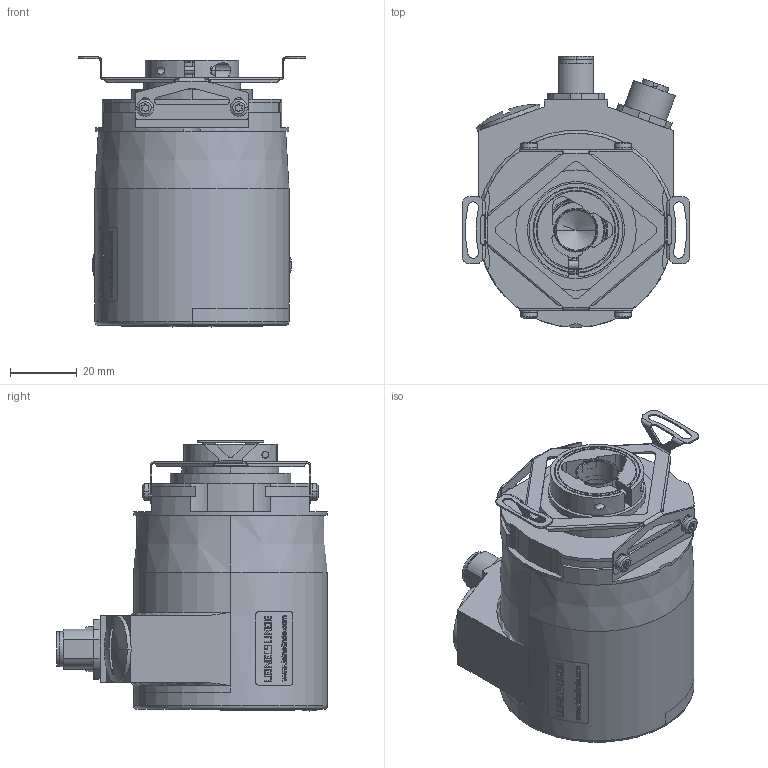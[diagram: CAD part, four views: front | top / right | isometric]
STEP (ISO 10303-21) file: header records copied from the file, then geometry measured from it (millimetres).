
FILE_DESCRIPTION((''),'2;1');
FILE_NAME('642803','2010-12-16T',('se2802'),(''),'PRO/ENGINEER BY PARAMETRIC TECHNOLOGY CORPORATION, 2010180','PRO/ENGINEER BY PARAMETRIC TECHNOLOGY CORPORATION, 2010180','');
FILE_SCHEMA(('CONFIG_CONTROL_DESIGN'));
Length unit declared in the file: millimetre
Products named in the file (1): 642803
Bounding box: 68 x 81 x 80.73 mm (x, y, z)
Volume: 91162.7 mm3; surface area: 72921.7 mm2
Topology: 9 solids, 11 shells, 6843 faces, 18217 edges, 11952 vertices
Faces by surface type: plane 4580, cylinder 1406, extrusion 324, cone 245, torus 165, bspline 91, sphere 30, revolution 2
Entity records: 227570 total; most frequent: CARTESIAN_POINT 56934, ORIENTED_EDGE 36378, DIRECTION 33174, EDGE_CURVE 18189, VECTOR 13260, LINE 12936, VERTEX_POINT 11952, AXIS2_PLACEMENT_3D 9956
